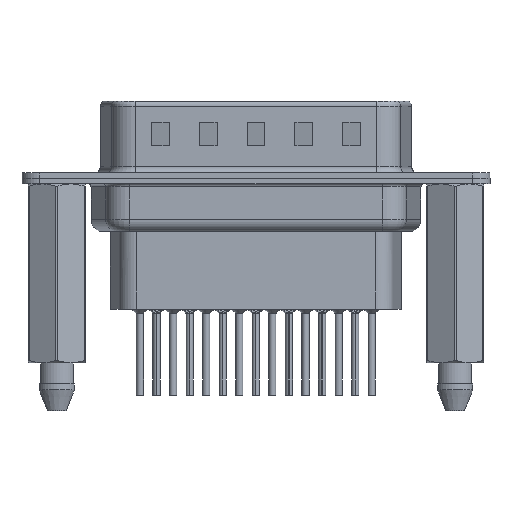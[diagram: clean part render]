
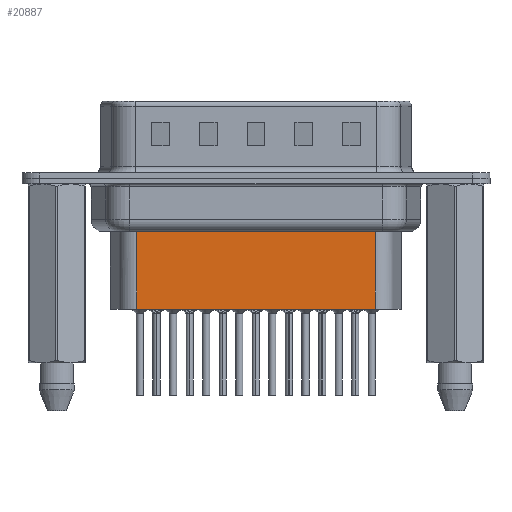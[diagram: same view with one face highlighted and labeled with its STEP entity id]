
A CAD part, front view. The second image highlights one B-rep face of the part: STEP entity #20887.
In plain terms, the highlighted planar face has unit normal (0, -1, 0).
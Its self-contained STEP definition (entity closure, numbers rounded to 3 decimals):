
#11 = VECTOR ( 'NONE', #15320, 1000. ) ;
#921 = CARTESIAN_POINT ( 'NONE',  ( 26.619, -3.5, -10.95 ) ) ;
#1278 = VECTOR ( 'NONE', #19277, 1000. ) ;
#1374 = CARTESIAN_POINT ( 'NONE',  ( 6.681, -3.5, -3.1 ) ) ;
#1575 = ORIENTED_EDGE ( 'NONE', *, *, #14424, .T. ) ;
#2274 = CARTESIAN_POINT ( 'NONE',  ( 6.681, -3.5, -10.95 ) ) ;
#2325 = CARTESIAN_POINT ( 'NONE',  ( 6.434, -3.5, -4.097 ) ) ;
#3236 = LINE ( 'NONE', #14053, #8539 ) ;
#3259 = VERTEX_POINT ( 'NONE', #14368 ) ;
#4209 = VERTEX_POINT ( 'NONE', #921 ) ;
#4570 = LINE ( 'NONE', #1374, #10487 ) ;
#6002 = ORIENTED_EDGE ( 'NONE', *, *, #13875, .T. ) ;
#7919 = CARTESIAN_POINT ( 'NONE',  ( 6.681, -3.5, -4.097 ) ) ;
#8539 = VECTOR ( 'NONE', #15765, 1000. ) ;
#9764 = CARTESIAN_POINT ( 'NONE',  ( 6.681, -3.5, -3.1 ) ) ;
#10487 = VECTOR ( 'NONE', #19952, 1000. ) ;
#10764 = EDGE_LOOP ( 'NONE', ( #18913, #1575, #6002, #18331 ) ) ;
#12504 = EDGE_CURVE ( 'NONE', #3259, #4209, #3236, .T. ) ;
#13875 = EDGE_CURVE ( 'NONE', #20898, #15509, #4570, .T. ) ;
#14053 = CARTESIAN_POINT ( 'NONE',  ( 26.619, -3.5, -3.1 ) ) ;
#14368 = CARTESIAN_POINT ( 'NONE',  ( 26.619, -3.5, -4.097 ) ) ;
#14424 = EDGE_CURVE ( 'NONE', #3259, #20898, #17269, .T. ) ;
#15220 = FACE_OUTER_BOUND ( 'NONE', #10764, .T. ) ;
#15320 = DIRECTION ( 'NONE',  ( -1., 0., 0. ) ) ;
#15509 = VERTEX_POINT ( 'NONE', #2274 ) ;
#15527 = EDGE_CURVE ( 'NONE', #4209, #15509, #20747, .T. ) ;
#15585 = PLANE ( 'NONE',  #21169 ) ;
#15765 = DIRECTION ( 'NONE',  ( 0., 0., -1. ) ) ;
#17269 = LINE ( 'NONE', #2325, #11 ) ;
#18331 = ORIENTED_EDGE ( 'NONE', *, *, #15527, .F. ) ;
#18744 = DIRECTION ( 'NONE',  ( 1., 0., 0. ) ) ;
#18913 = ORIENTED_EDGE ( 'NONE', *, *, #12504, .F. ) ;
#19277 = DIRECTION ( 'NONE',  ( -1., 0., 0. ) ) ;
#19952 = DIRECTION ( 'NONE',  ( 0., 0., -1. ) ) ;
#20747 = LINE ( 'NONE', #21122, #1278 ) ;
#20829 = DIRECTION ( 'NONE',  ( 0., -1., 0. ) ) ;
#20887 = ADVANCED_FACE ( 'NONE', ( #15220 ), #15585, .T. ) ;
#20898 = VERTEX_POINT ( 'NONE', #7919 ) ;
#21122 = CARTESIAN_POINT ( 'NONE',  ( 6.681, -3.5, -10.95 ) ) ;
#21169 = AXIS2_PLACEMENT_3D ( 'NONE', #9764, #20829, #18744 ) ;
